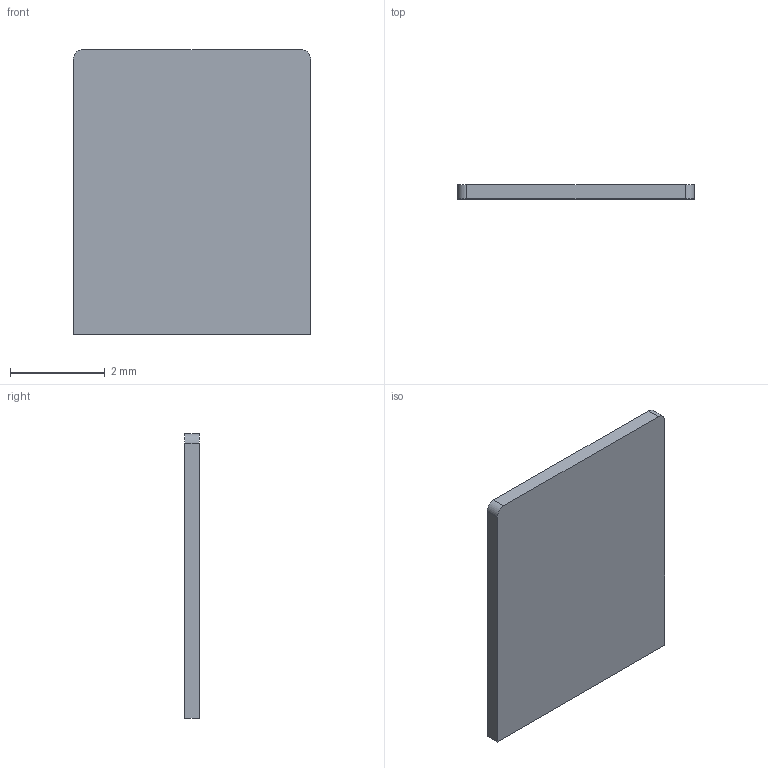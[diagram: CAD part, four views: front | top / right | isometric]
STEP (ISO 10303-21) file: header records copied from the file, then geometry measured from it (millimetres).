
FILE_DESCRIPTION((''),'2;1');
FILE_NAME('4220543620_STIFFENER_6X5MM','2017-08-21T',('TOOlil'),(''),'CREO PARAMETRIC BY PTC INC, 2016260','CREO PARAMETRIC BY PTC INC, 2016260','');
FILE_SCHEMA(('CONFIG_CONTROL_DESIGN','GEOMETRIC_VALIDATION_PROPERTIES_MIM'));
Length unit declared in the file: millimetre
Products named in the file (1): 4220543620_STIFFENER_6X5MM
Bounding box: 5 x 0.3 x 6 mm (x, y, z)
Volume: 9 mm3; surface area: 66.5 mm2
Topology: 1 solids, 1 shells, 8 faces, 18 edges, 12 vertices
Faces by surface type: plane 6, cylinder 2
Entity records: 405 total; most frequent: COLOUR_RGB 41, CARTESIAN_POINT 40, DIRECTION 38, ORIENTED_EDGE 36, PRESENTATION_STYLE_ASSIGNMENT 19, STYLED_ITEM 19, CURVE_STYLE 18, EDGE_CURVE 18
